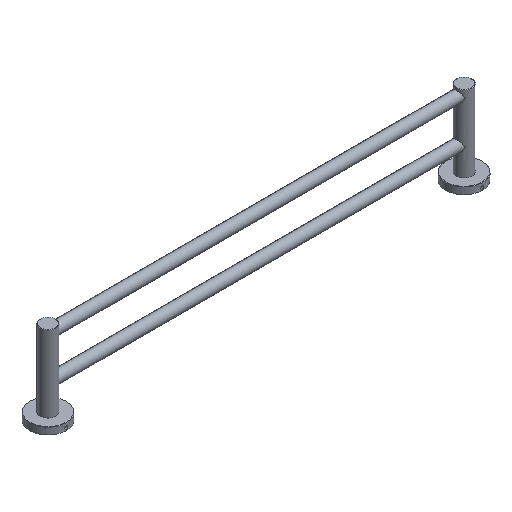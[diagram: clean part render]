
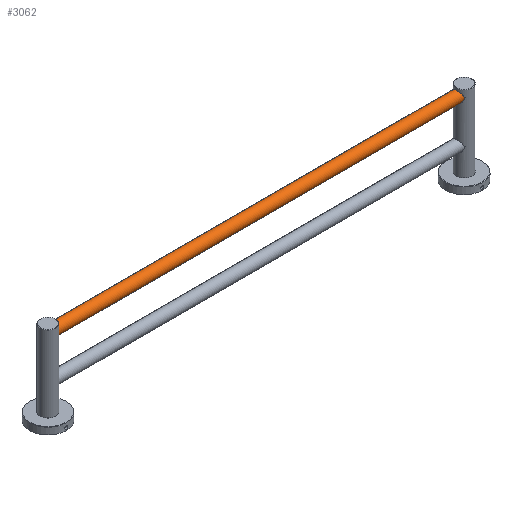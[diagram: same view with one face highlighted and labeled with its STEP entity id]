
A CAD part, isometric view. The second image highlights one B-rep face of the part: STEP entity #3062.
In plain terms, the highlighted cylindrical face has radius 7.75 mm (diameter 15.5 mm), a partial arc.
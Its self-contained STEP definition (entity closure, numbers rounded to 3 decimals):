
#121 = VECTOR ( 'NONE', #4682, 1000. ) ;
#132 = FACE_OUTER_BOUND ( 'NONE', #1947, .T. ) ;
#317 = DIRECTION ( 'NONE',  ( 0., 0., 1. ) ) ;
#512 = CARTESIAN_POINT ( 'NONE',  ( 595., 0., -7.75 ) ) ;
#527 = AXIS2_PLACEMENT_3D ( 'NONE', #547, #3304, #3276 ) ;
#547 = CARTESIAN_POINT ( 'NONE',  ( 595., 0., 0. ) ) ;
#584 = VERTEX_POINT ( 'NONE', #4046 ) ;
#958 = ORIENTED_EDGE ( 'NONE', *, *, #2722, .F. ) ;
#999 = CARTESIAN_POINT ( 'NONE',  ( 595., 0., -7.75 ) ) ;
#1061 = EDGE_CURVE ( 'NONE', #4241, #3491, #3827, .T. ) ;
#1173 = CIRCLE ( 'NONE', #527, 7.75 ) ;
#1545 = DIRECTION ( 'NONE',  ( -1., 0., 0. ) ) ;
#1574 = CARTESIAN_POINT ( 'NONE',  ( 595., 0., 7.75 ) ) ;
#1575 = ORIENTED_EDGE ( 'NONE', *, *, #2836, .F. ) ;
#1713 = AXIS2_PLACEMENT_3D ( 'NONE', #4306, #3496, #3881 ) ;
#1887 = ORIENTED_EDGE ( 'NONE', *, *, #2752, .T. ) ;
#1901 = LINE ( 'NONE', #1574, #121 ) ;
#1947 = EDGE_LOOP ( 'NONE', ( #1575, #1887, #2479, #958 ) ) ;
#2201 = VECTOR ( 'NONE', #2925, 1000. ) ;
#2479 = ORIENTED_EDGE ( 'NONE', *, *, #1061, .T. ) ;
#2664 = CARTESIAN_POINT ( 'NONE',  ( 0., 0., 7.75 ) ) ;
#2722 = EDGE_CURVE ( 'NONE', #584, #3491, #1901, .T. ) ;
#2752 = EDGE_CURVE ( 'NONE', #4006, #4241, #3358, .T. ) ;
#2770 = CARTESIAN_POINT ( 'NONE',  ( 0., 0., -7.75 ) ) ;
#2836 = EDGE_CURVE ( 'NONE', #4006, #584, #1173, .T. ) ;
#2882 = CYLINDRICAL_SURFACE ( 'NONE', #4097, 7.75 ) ;
#2925 = DIRECTION ( 'NONE',  ( -1., 0., 0. ) ) ;
#3062 = ADVANCED_FACE ( 'NONE', ( #132 ), #2882, .T. ) ;
#3276 = DIRECTION ( 'NONE',  ( 0., 0., -1. ) ) ;
#3304 = DIRECTION ( 'NONE',  ( 1., 0., 0. ) ) ;
#3358 = LINE ( 'NONE', #999, #2201 ) ;
#3491 = VERTEX_POINT ( 'NONE', #2664 ) ;
#3496 = DIRECTION ( 'NONE',  ( 1., 0., 0. ) ) ;
#3827 = CIRCLE ( 'NONE', #1713, 7.75 ) ;
#3881 = DIRECTION ( 'NONE',  ( 0., 0., -1. ) ) ;
#4006 = VERTEX_POINT ( 'NONE', #512 ) ;
#4046 = CARTESIAN_POINT ( 'NONE',  ( 595., 0., 7.75 ) ) ;
#4097 = AXIS2_PLACEMENT_3D ( 'NONE', #4632, #1545, #317 ) ;
#4241 = VERTEX_POINT ( 'NONE', #2770 ) ;
#4306 = CARTESIAN_POINT ( 'NONE',  ( 0., 0., 0. ) ) ;
#4632 = CARTESIAN_POINT ( 'NONE',  ( 595., 0., 0. ) ) ;
#4682 = DIRECTION ( 'NONE',  ( -1., 0., 0. ) ) ;
